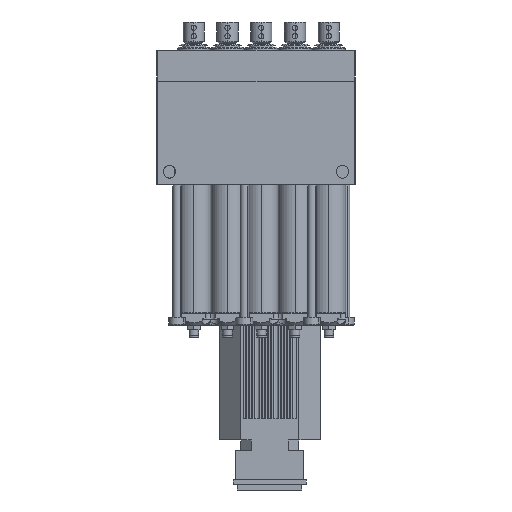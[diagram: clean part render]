
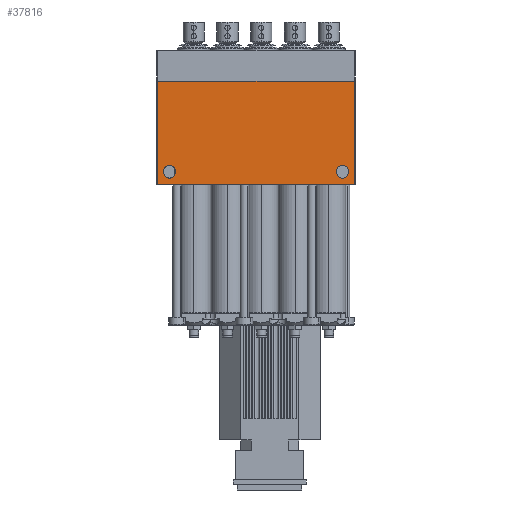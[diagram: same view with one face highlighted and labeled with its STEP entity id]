
A CAD part, left-side view. The second image highlights one B-rep face of the part: STEP entity #37816.
In plain terms, the highlighted planar face has unit normal (-1, 0, 0).
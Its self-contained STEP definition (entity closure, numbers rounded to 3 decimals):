
#72 = CARTESIAN_POINT ( 'NONE',  ( -35., -152., 98. ) ) ;
#446 = EDGE_CURVE ( 'NONE', #33375, #18202, #35141, .T. ) ;
#676 = DIRECTION ( 'NONE',  ( 0., -1., 0. ) ) ;
#939 = VERTEX_POINT ( 'NONE', #20566 ) ;
#972 = CARTESIAN_POINT ( 'NONE',  ( -35., 23., 12. ) ) ;
#1082 = ORIENTED_EDGE ( 'NONE', *, *, #26170, .F. ) ;
#1781 = DIRECTION ( 'NONE',  ( 0., -1., 0. ) ) ;
#1945 = VECTOR ( 'NONE', #25411, 1000. ) ;
#2612 = ORIENTED_EDGE ( 'NONE', *, *, #27954, .T. ) ;
#3007 = CARTESIAN_POINT ( 'NONE',  ( -35., 34., 0. ) ) ;
#3009 = PLANE ( 'NONE',  #16090 ) ;
#3574 = CARTESIAN_POINT ( 'NONE',  ( -35., 34., 98. ) ) ;
#4046 = EDGE_CURVE ( 'NONE', #15612, #939, #33442, .T. ) ;
#4307 = AXIS2_PLACEMENT_3D ( 'NONE', #26118, #17261, #8018 ) ;
#5675 = ORIENTED_EDGE ( 'NONE', *, *, #36929, .F. ) ;
#6373 = DIRECTION ( 'NONE',  ( 0., 0., -1. ) ) ;
#6997 = CARTESIAN_POINT ( 'NONE',  ( -35., -147., 12. ) ) ;
#8018 = DIRECTION ( 'NONE',  ( 0., -1., 0. ) ) ;
#11508 = ORIENTED_EDGE ( 'NONE', *, *, #4046, .F. ) ;
#12056 = DIRECTION ( 'NONE',  ( 0., 1., 0. ) ) ;
#12194 = LINE ( 'NONE', #33719, #1945 ) ;
#12230 = AXIS2_PLACEMENT_3D ( 'NONE', #972, #13234, #35346 ) ;
#12324 = CARTESIAN_POINT ( 'NONE',  ( -35., -135., 12. ) ) ;
#12372 = VECTOR ( 'NONE', #31039, 1000. ) ;
#12850 = FACE_BOUND ( 'NONE', #15705, .T. ) ;
#13234 = DIRECTION ( 'NONE',  ( -1., 0., 0. ) ) ;
#13260 = CIRCLE ( 'NONE', #4307, 6. ) ;
#14000 = VERTEX_POINT ( 'NONE', #6997 ) ;
#14226 = CARTESIAN_POINT ( 'NONE',  ( -35., -265.941, 0. ) ) ;
#14251 = ORIENTED_EDGE ( 'NONE', *, *, #18682, .F. ) ;
#15612 = VERTEX_POINT ( 'NONE', #35221 ) ;
#15705 = EDGE_LOOP ( 'NONE', ( #1082, #11508 ) ) ;
#15790 = CARTESIAN_POINT ( 'NONE',  ( -35., 34., 98. ) ) ;
#16090 = AXIS2_PLACEMENT_3D ( 'NONE', #30746, #27343, #12056 ) ;
#17261 = DIRECTION ( 'NONE',  ( -1., 0., 0. ) ) ;
#18202 = VERTEX_POINT ( 'NONE', #28872 ) ;
#18314 = FACE_BOUND ( 'NONE', #38270, .T. ) ;
#18682 = EDGE_CURVE ( 'NONE', #14000, #22413, #33351, .T. ) ;
#19925 = AXIS2_PLACEMENT_3D ( 'NONE', #26122, #20312, #1781 ) ;
#20312 = DIRECTION ( 'NONE',  ( -1., 0., 0. ) ) ;
#20566 = CARTESIAN_POINT ( 'NONE',  ( -35., 17., 12. ) ) ;
#22413 = VERTEX_POINT ( 'NONE', #12324 ) ;
#22817 = CARTESIAN_POINT ( 'NONE',  ( -35., -141., 12. ) ) ;
#23012 = DIRECTION ( 'NONE',  ( -1., 0., 0. ) ) ;
#23761 = CIRCLE ( 'NONE', #19925, 6. ) ;
#24917 = VECTOR ( 'NONE', #32316, 1000. ) ;
#24955 = EDGE_LOOP ( 'NONE', ( #38205, #36501, #5675, #2612 ) ) ;
#25411 = DIRECTION ( 'NONE',  ( 0., -1., 0. ) ) ;
#26118 = CARTESIAN_POINT ( 'NONE',  ( -35., -141., 12. ) ) ;
#26122 = CARTESIAN_POINT ( 'NONE',  ( -35., 23., 12. ) ) ;
#26170 = EDGE_CURVE ( 'NONE', #939, #15612, #23761, .T. ) ;
#26912 = VERTEX_POINT ( 'NONE', #15790 ) ;
#27343 = DIRECTION ( 'NONE',  ( 1., 0., 0. ) ) ;
#27954 = EDGE_CURVE ( 'NONE', #26912, #33375, #31710, .T. ) ;
#28872 = CARTESIAN_POINT ( 'NONE',  ( -35., -152., 0. ) ) ;
#29631 = VECTOR ( 'NONE', #6373, 1000. ) ;
#30560 = FACE_OUTER_BOUND ( 'NONE', #24955, .T. ) ;
#30746 = CARTESIAN_POINT ( 'NONE',  ( -35., -265.941, 98. ) ) ;
#30973 = EDGE_CURVE ( 'NONE', #36105, #18202, #39664, .T. ) ;
#31039 = DIRECTION ( 'NONE',  ( 0., 0., -1. ) ) ;
#31710 = LINE ( 'NONE', #3574, #29631 ) ;
#32316 = DIRECTION ( 'NONE',  ( 0., -1., 0. ) ) ;
#33351 = CIRCLE ( 'NONE', #36574, 6. ) ;
#33375 = VERTEX_POINT ( 'NONE', #3007 ) ;
#33442 = CIRCLE ( 'NONE', #12230, 6. ) ;
#33478 = EDGE_CURVE ( 'NONE', #22413, #14000, #13260, .T. ) ;
#33719 = CARTESIAN_POINT ( 'NONE',  ( -35., -265.941, 98. ) ) ;
#33793 = ORIENTED_EDGE ( 'NONE', *, *, #33478, .F. ) ;
#35016 = CARTESIAN_POINT ( 'NONE',  ( -35., -152., 98. ) ) ;
#35141 = LINE ( 'NONE', #14226, #24917 ) ;
#35221 = CARTESIAN_POINT ( 'NONE',  ( -35., 29., 12. ) ) ;
#35346 = DIRECTION ( 'NONE',  ( 0., -1., 0. ) ) ;
#36105 = VERTEX_POINT ( 'NONE', #35016 ) ;
#36501 = ORIENTED_EDGE ( 'NONE', *, *, #30973, .F. ) ;
#36574 = AXIS2_PLACEMENT_3D ( 'NONE', #22817, #23012, #676 ) ;
#36929 = EDGE_CURVE ( 'NONE', #26912, #36105, #12194, .T. ) ;
#37816 = ADVANCED_FACE ( 'NONE', ( #18314, #12850, #30560 ), #3009, .F. ) ;
#38205 = ORIENTED_EDGE ( 'NONE', *, *, #446, .T. ) ;
#38270 = EDGE_LOOP ( 'NONE', ( #14251, #33793 ) ) ;
#39664 = LINE ( 'NONE', #72, #12372 ) ;
